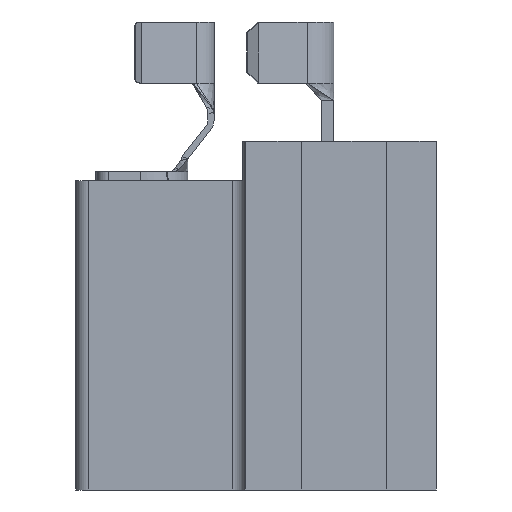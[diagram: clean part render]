
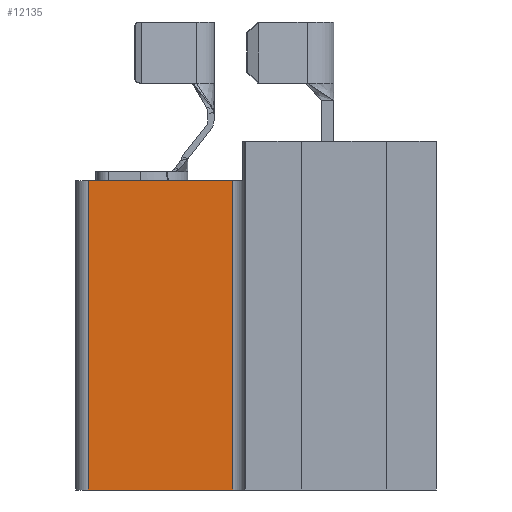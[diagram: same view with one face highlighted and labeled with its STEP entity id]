
A CAD part, left-side view. The second image highlights one B-rep face of the part: STEP entity #12135.
In plain terms, the highlighted planar face has unit normal (-1, 0.023, 0).
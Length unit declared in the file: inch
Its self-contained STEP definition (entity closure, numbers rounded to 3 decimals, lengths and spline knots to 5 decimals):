
#58 = DIRECTION ( 'NONE',  ( 1., -0.023, 0. ) ) ;
#552 = FACE_OUTER_BOUND ( 'NONE', #17109, .T. ) ;
#1122 = DIRECTION ( 'NONE',  ( 0., 0., 1. ) ) ;
#1299 = ORIENTED_EDGE ( 'NONE', *, *, #13243, .F. ) ;
#1404 = PLANE ( 'NONE',  #13860 ) ;
#1749 = LINE ( 'NONE', #5310, #16816 ) ;
#2599 = ORIENTED_EDGE ( 'NONE', *, *, #10036, .T. ) ;
#2891 = VECTOR ( 'NONE', #12990, 39.37008 ) ;
#3658 = VECTOR ( 'NONE', #7167, 39.37008 ) ;
#4259 = CARTESIAN_POINT ( 'NONE',  ( -0.15432, 0.05356, 0.71 ) ) ;
#4555 = EDGE_CURVE ( 'NONE', #15574, #7716, #16369, .T. ) ;
#5310 = CARTESIAN_POINT ( 'NONE',  ( -0.15432, 0.05356, 0.8 ) ) ;
#5613 = CARTESIAN_POINT ( 'NONE',  ( -0.14668, 0.38444, 0. ) ) ;
#5785 = CARTESIAN_POINT ( 'NONE',  ( -0.14668, 0.38444, 0.8 ) ) ;
#5857 = CARTESIAN_POINT ( 'NONE',  ( -0.146, 0.41375, 0. ) ) ;
#7167 = DIRECTION ( 'NONE',  ( 0., 0., -1. ) ) ;
#7716 = VERTEX_POINT ( 'NONE', #17158 ) ;
#8842 = ORIENTED_EDGE ( 'NONE', *, *, #4555, .T. ) ;
#9098 = VECTOR ( 'NONE', #11467, 39.37008 ) ;
#9758 = DIRECTION ( 'NONE',  ( 0.023, 1., 0. ) ) ;
#9952 = VERTEX_POINT ( 'NONE', #4259 ) ;
#10036 = EDGE_CURVE ( 'NONE', #15735, #15574, #10593, .T. ) ;
#10593 = LINE ( 'NONE', #5785, #3658 ) ;
#11455 = CARTESIAN_POINT ( 'NONE',  ( -0.14668, 0.38444, 0.71 ) ) ;
#11467 = DIRECTION ( 'NONE',  ( -0.023, -1., 0. ) ) ;
#11513 = CARTESIAN_POINT ( 'NONE',  ( -0.146, 0.41375, 0.71 ) ) ;
#12135 = ADVANCED_FACE ( 'NONE', ( #552 ), #1404, .F. ) ;
#12990 = DIRECTION ( 'NONE',  ( -0.023, -1., 0. ) ) ;
#13243 = EDGE_CURVE ( 'NONE', #15735, #9952, #13904, .T. ) ;
#13860 = AXIS2_PLACEMENT_3D ( 'NONE', #16560, #58, #9758 ) ;
#13904 = LINE ( 'NONE', #11513, #2891 ) ;
#15329 = ORIENTED_EDGE ( 'NONE', *, *, #17329, .T. ) ;
#15574 = VERTEX_POINT ( 'NONE', #5613 ) ;
#15735 = VERTEX_POINT ( 'NONE', #11455 ) ;
#16369 = LINE ( 'NONE', #5857, #9098 ) ;
#16560 = CARTESIAN_POINT ( 'NONE',  ( -0.146, 0.41375, 0.8 ) ) ;
#16816 = VECTOR ( 'NONE', #1122, 39.37008 ) ;
#17109 = EDGE_LOOP ( 'NONE', ( #8842, #15329, #1299, #2599 ) ) ;
#17158 = CARTESIAN_POINT ( 'NONE',  ( -0.15432, 0.05356, 0. ) ) ;
#17329 = EDGE_CURVE ( 'NONE', #7716, #9952, #1749, .T. ) ;
